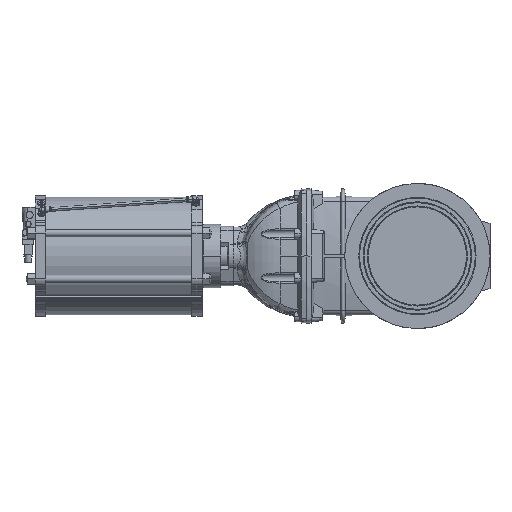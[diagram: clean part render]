
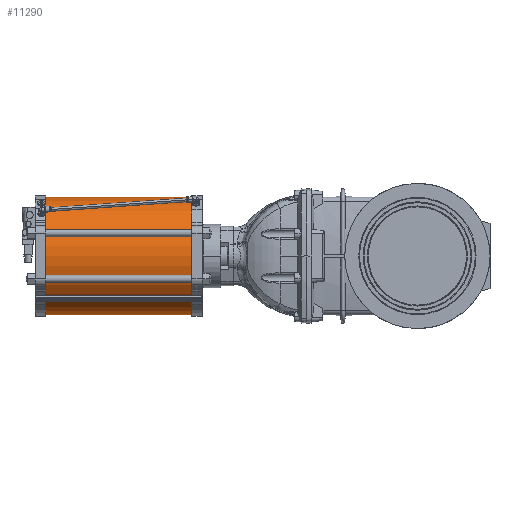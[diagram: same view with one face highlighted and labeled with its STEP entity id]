
A CAD part, left-side view. The second image highlights one B-rep face of the part: STEP entity #11290.
In plain terms, the highlighted cylindrical face has radius 162 mm (diameter 324 mm), a partial arc.
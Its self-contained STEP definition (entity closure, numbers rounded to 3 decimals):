
#410 = CIRCLE ( 'NONE', #4592, 162. ) ;
#1986 = FACE_OUTER_BOUND ( 'NONE', #30330, .T. ) ;
#1990 = CYLINDRICAL_SURFACE ( 'NONE', #35643, 162. ) ;
#4592 = AXIS2_PLACEMENT_3D ( 'NONE', #10190, #10191, #10192 ) ;
#4690 = AXIS2_PLACEMENT_3D ( 'NONE', #13322, #13323, #13324 ) ;
#7767 = ORIENTED_EDGE ( 'NONE', *, *, #24734, .F. ) ;
#7768 = ORIENTED_EDGE ( 'NONE', *, *, #34856, .T. ) ;
#7769 = ORIENTED_EDGE ( 'NONE', *, *, #25293, .F. ) ;
#7770 = ORIENTED_EDGE ( 'NONE', *, *, #34863, .F. ) ;
#10190 = CARTESIAN_POINT ( 'NONE',  ( 0., 1024., 0. ) ) ;
#10191 = DIRECTION ( 'NONE',  ( 0., 1., 0. ) ) ;
#10192 = DIRECTION ( 'NONE',  ( 0., 0., 1. ) ) ;
#10684 = CARTESIAN_POINT ( 'NONE',  ( 0., 621., 0. ) ) ;
#10687 = DIRECTION ( 'NONE',  ( 0., 1., 0. ) ) ;
#10718 = DIRECTION ( 'NONE',  ( 0., 0., 1. ) ) ;
#11290 = ADVANCED_FACE ( 'NONE', ( #1986 ), #1990, .T. ) ;
#13322 = CARTESIAN_POINT ( 'NONE',  ( 0., 621., 0. ) ) ;
#13323 = DIRECTION ( 'NONE',  ( 0., -1., 0. ) ) ;
#13324 = DIRECTION ( 'NONE',  ( 0., 0., -1. ) ) ;
#13915 = CIRCLE ( 'NONE', #4690, 162. ) ;
#14696 = LINE ( 'NONE', #22897, #14698 ) ;
#14698 = VECTOR ( 'NONE', #22898, 1000. ) ;
#14704 = LINE ( 'NONE', #22924, #14706 ) ;
#14706 = VECTOR ( 'NONE', #22926, 1000. ) ;
#21173 = VERTEX_POINT ( 'NONE', #31531 ) ;
#21176 = VERTEX_POINT ( 'NONE', #31532 ) ;
#21248 = VERTEX_POINT ( 'NONE', #31590 ) ;
#21249 = VERTEX_POINT ( 'NONE', #31591 ) ;
#22897 = CARTESIAN_POINT ( 'NONE',  ( 0., 621., 162. ) ) ;
#22898 = DIRECTION ( 'NONE',  ( 0., 1., 0. ) ) ;
#22924 = CARTESIAN_POINT ( 'NONE',  ( 0., 621., -162. ) ) ;
#22926 = DIRECTION ( 'NONE',  ( 0., 1., 0. ) ) ;
#24734 = EDGE_CURVE ( 'NONE', #21248, #21249, #410, .T. ) ;
#25293 = EDGE_CURVE ( 'NONE', #21176, #21173, #13915, .T. ) ;
#30330 = EDGE_LOOP ( 'NONE', ( #7770, #7769, #7768, #7767 ) ) ;
#31531 = CARTESIAN_POINT ( 'NONE',  ( 0., 621., -162. ) ) ;
#31532 = CARTESIAN_POINT ( 'NONE',  ( 0., 621., 162. ) ) ;
#31590 = CARTESIAN_POINT ( 'NONE',  ( 0., 1024., -162. ) ) ;
#31591 = CARTESIAN_POINT ( 'NONE',  ( 0., 1024., 162. ) ) ;
#34856 = EDGE_CURVE ( 'NONE', #21176, #21249, #14696, .T. ) ;
#34863 = EDGE_CURVE ( 'NONE', #21173, #21248, #14704, .T. ) ;
#35643 = AXIS2_PLACEMENT_3D ( 'NONE', #10684, #10687, #10718 ) ;
